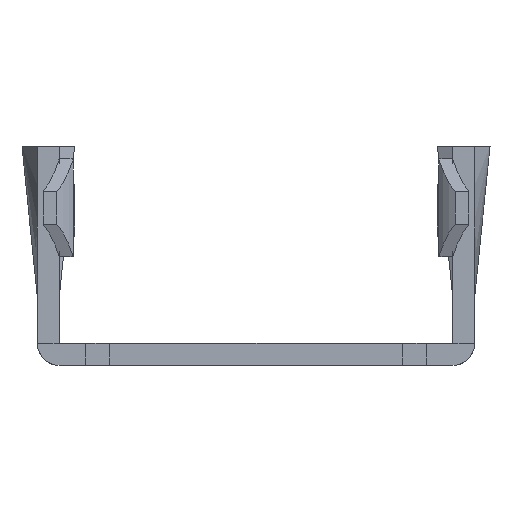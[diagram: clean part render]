
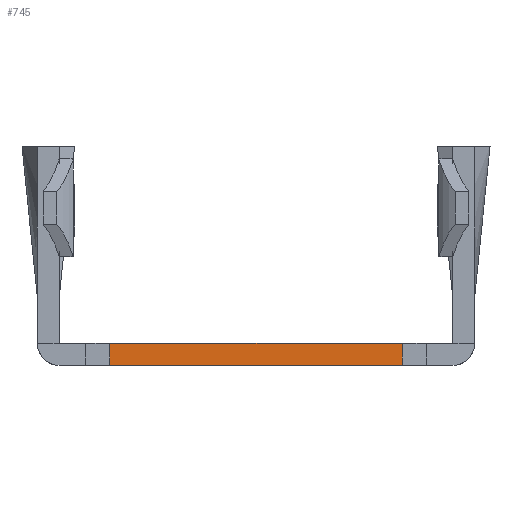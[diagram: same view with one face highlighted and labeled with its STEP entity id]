
A CAD part, front view. The second image highlights one B-rep face of the part: STEP entity #745.
In plain terms, the highlighted free-form (B-spline) face has degree [1, 1] with [2, 2] control points.
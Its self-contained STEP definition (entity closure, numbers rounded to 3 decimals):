
#700=(
BOUNDED_SURFACE()
B_SPLINE_SURFACE(1,1,((#701,#702),(#703,#704)),.UNSPECIFIED.,.F.,.F.,.F.)
B_SPLINE_SURFACE_WITH_KNOTS((2,2),(2,2),(0.000,1.000),(0.000,1.000),.UNSPECIFIED.)
GEOMETRIC_REPRESENTATION_ITEM()
RATIONAL_B_SPLINE_SURFACE(((1.,1.),(1.,1.)))
REPRESENTATION_ITEM('')
SURFACE()
);
#701=CARTESIAN_POINT('',(8.509,0.,0.));
#702=CARTESIAN_POINT('',(8.509,0.,-1.27));
#703=CARTESIAN_POINT('',(-8.509,0.,0.));
#704=CARTESIAN_POINT('',(-8.509,0.,-1.27));
#715=CARTESIAN_POINT('',(8.509,0.,-1.27));
#716=VERTEX_POINT('',#715);
#717=(
BOUNDED_CURVE()
B_SPLINE_CURVE(1,(#718,#719),.UNSPECIFIED.,.F.,.F.)
B_SPLINE_CURVE_WITH_KNOTS((2,2),(0.000,1.000),.UNSPECIFIED.)
CURVE()
GEOMETRIC_REPRESENTATION_ITEM()
RATIONAL_B_SPLINE_CURVE((1.,1.))
REPRESENTATION_ITEM('')
);
#718=CARTESIAN_POINT('',(8.509,0.,-1.27));
#719=CARTESIAN_POINT('',(-8.509,0.,-1.27));
#720=CARTESIAN_POINT('',(-8.509,0.,-1.27));
#721=VERTEX_POINT('',#720);
#722=EDGE_CURVE('',#716,#721,#717,.T.);
#723=ORIENTED_EDGE('',*,*,#722,.T.);
#724=(
BOUNDED_CURVE()
B_SPLINE_CURVE(1,(#725,#726),.UNSPECIFIED.,.F.,.F.)
B_SPLINE_CURVE_WITH_KNOTS((2,2),(0.000,1.000),.UNSPECIFIED.)
CURVE()
GEOMETRIC_REPRESENTATION_ITEM()
RATIONAL_B_SPLINE_CURVE((1.,1.))
REPRESENTATION_ITEM('')
);
#725=CARTESIAN_POINT('',(-8.509,0.,-1.27));
#726=CARTESIAN_POINT('',(-8.509,0.,0.));
#727=CARTESIAN_POINT('',(-8.509,0.,0.));
#728=VERTEX_POINT('',#727);
#729=EDGE_CURVE('',#721,#728,#724,.T.);
#730=ORIENTED_EDGE('',*,*,#729,.T.);
#731=(
BOUNDED_CURVE()
B_SPLINE_CURVE(1,(#732,#733),.UNSPECIFIED.,.F.,.F.)
B_SPLINE_CURVE_WITH_KNOTS((2,2),(0.000,1.000),.UNSPECIFIED.)
CURVE()
GEOMETRIC_REPRESENTATION_ITEM()
RATIONAL_B_SPLINE_CURVE((1.,1.))
REPRESENTATION_ITEM('')
);
#732=CARTESIAN_POINT('',(-8.509,0.,0.));
#733=CARTESIAN_POINT('',(8.509,0.,0.));
#734=CARTESIAN_POINT('',(8.509,0.,0.));
#735=VERTEX_POINT('',#734);
#736=EDGE_CURVE('',#728,#735,#731,.T.);
#737=ORIENTED_EDGE('',*,*,#736,.T.);
#738=(
BOUNDED_CURVE()
B_SPLINE_CURVE(1,(#739,#740),.UNSPECIFIED.,.F.,.F.)
B_SPLINE_CURVE_WITH_KNOTS((2,2),(0.000,1.000),.UNSPECIFIED.)
CURVE()
GEOMETRIC_REPRESENTATION_ITEM()
RATIONAL_B_SPLINE_CURVE((1.,1.))
REPRESENTATION_ITEM('')
);
#739=CARTESIAN_POINT('',(8.509,0.,0.));
#740=CARTESIAN_POINT('',(8.509,0.,-1.27));
#741=EDGE_CURVE('',#735,#716,#738,.T.);
#742=ORIENTED_EDGE('',*,*,#741,.T.);
#743=EDGE_LOOP('',(#723,#730,#737,#742));
#744=FACE_OUTER_BOUND('',#743,.T.);
#745=ADVANCED_FACE('',(#744),#700,.T.);
